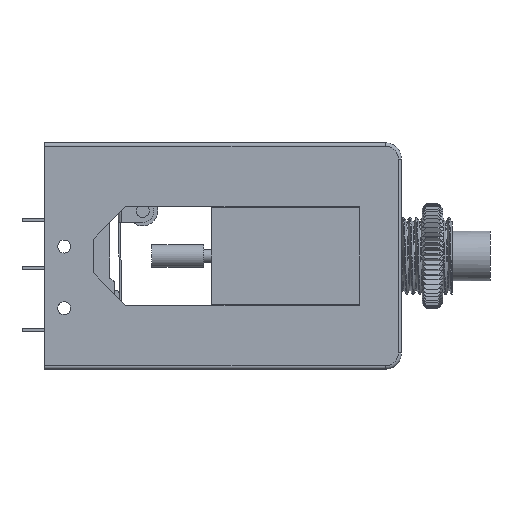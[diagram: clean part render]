
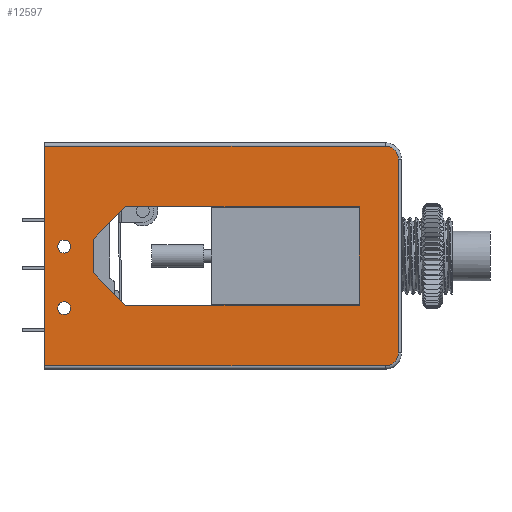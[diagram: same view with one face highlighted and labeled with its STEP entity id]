
A CAD part, left-side view. The second image highlights one B-rep face of the part: STEP entity #12597.
In plain terms, the highlighted planar face has unit normal (-1, 0, 0).
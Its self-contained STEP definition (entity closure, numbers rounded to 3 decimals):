
#477=FACE_BOUND('',#1972,.T.);
#478=FACE_BOUND('',#1973,.T.);
#479=FACE_BOUND('',#1974,.T.);
#716=PLANE('',#13464);
#1173=FACE_OUTER_BOUND('',#1971,.T.);
#1971=EDGE_LOOP('',(#8866,#8867,#8868,#8869,#8870,#8871));
#1972=EDGE_LOOP('',(#8872,#8873,#8874,#8875,#8876,#8877));
#1973=EDGE_LOOP('',(#8878));
#1974=EDGE_LOOP('',(#8879));
#2799=CIRCLE('',#13465,2.);
#2800=CIRCLE('',#13466,2.);
#2801=CIRCLE('',#13467,1.);
#2802=CIRCLE('',#13468,1.);
#3499=LINE('',#18673,#4544);
#3501=LINE('',#18681,#4546);
#3503=LINE('',#18687,#4548);
#3504=LINE('',#18691,#4549);
#3505=LINE('',#18695,#4550);
#3506=LINE('',#18697,#4551);
#3507=LINE('',#18699,#4552);
#3508=LINE('',#18701,#4553);
#3509=LINE('',#18703,#4554);
#3510=LINE('',#18704,#4555);
#4544=VECTOR('',#14504,10.);
#4546=VECTOR('',#14512,10.);
#4548=VECTOR('',#14518,10.);
#4549=VECTOR('',#14521,10.);
#4550=VECTOR('',#14524,10.);
#4551=VECTOR('',#14525,10.);
#4552=VECTOR('',#14526,10.);
#4553=VECTOR('',#14527,10.);
#4554=VECTOR('',#14528,10.);
#4555=VECTOR('',#14529,10.);
#5617=VERTEX_POINT('',#18670);
#5618=VERTEX_POINT('',#18672);
#5621=VERTEX_POINT('',#18680);
#5623=VERTEX_POINT('',#18686);
#5624=VERTEX_POINT('',#18688);
#5625=VERTEX_POINT('',#18690);
#5626=VERTEX_POINT('',#18693);
#5627=VERTEX_POINT('',#18694);
#5628=VERTEX_POINT('',#18696);
#5629=VERTEX_POINT('',#18698);
#5630=VERTEX_POINT('',#18700);
#5631=VERTEX_POINT('',#18702);
#5632=VERTEX_POINT('',#18705);
#5633=VERTEX_POINT('',#18707);
#6851=EDGE_CURVE('',#5618,#5617,#3499,.T.);
#6855=EDGE_CURVE('',#5618,#5621,#3501,.T.);
#6858=EDGE_CURVE('',#5623,#5617,#3503,.T.);
#6859=EDGE_CURVE('',#5624,#5623,#2799,.T.);
#6860=EDGE_CURVE('',#5625,#5624,#3504,.T.);
#6861=EDGE_CURVE('',#5621,#5625,#2800,.T.);
#6862=EDGE_CURVE('',#5626,#5627,#3505,.T.);
#6863=EDGE_CURVE('',#5628,#5627,#3506,.T.);
#6864=EDGE_CURVE('',#5628,#5629,#3507,.T.);
#6865=EDGE_CURVE('',#5629,#5630,#3508,.T.);
#6866=EDGE_CURVE('',#5630,#5631,#3509,.T.);
#6867=EDGE_CURVE('',#5626,#5631,#3510,.T.);
#6868=EDGE_CURVE('',#5632,#5632,#2801,.T.);
#6869=EDGE_CURVE('',#5633,#5633,#2802,.T.);
#8866=ORIENTED_EDGE('',*,*,#6851,.T.);
#8867=ORIENTED_EDGE('',*,*,#6858,.F.);
#8868=ORIENTED_EDGE('',*,*,#6859,.F.);
#8869=ORIENTED_EDGE('',*,*,#6860,.F.);
#8870=ORIENTED_EDGE('',*,*,#6861,.F.);
#8871=ORIENTED_EDGE('',*,*,#6855,.F.);
#8872=ORIENTED_EDGE('',*,*,#6862,.T.);
#8873=ORIENTED_EDGE('',*,*,#6863,.F.);
#8874=ORIENTED_EDGE('',*,*,#6864,.T.);
#8875=ORIENTED_EDGE('',*,*,#6865,.T.);
#8876=ORIENTED_EDGE('',*,*,#6866,.T.);
#8877=ORIENTED_EDGE('',*,*,#6867,.F.);
#8878=ORIENTED_EDGE('',*,*,#6868,.T.);
#8879=ORIENTED_EDGE('',*,*,#6869,.T.);
#12597=ADVANCED_FACE('',(#1173,#477,#478,#479),#716,.T.);
#13464=AXIS2_PLACEMENT_3D('',#18685,#14516,#14517);
#13465=AXIS2_PLACEMENT_3D('',#18689,#14519,#14520);
#13466=AXIS2_PLACEMENT_3D('',#18692,#14522,#14523);
#13467=AXIS2_PLACEMENT_3D('',#18706,#14530,#14531);
#13468=AXIS2_PLACEMENT_3D('',#18708,#14532,#14533);
#14504=DIRECTION('',(0.,0.,-1.));
#14512=DIRECTION('',(0.,-1.,0.));
#14516=DIRECTION('center_axis',(-1.,0.,0.));
#14517=DIRECTION('ref_axis',(0.,0.,1.));
#14518=DIRECTION('',(0.,1.,0.));
#14519=DIRECTION('center_axis',(1.,0.,0.));
#14520=DIRECTION('ref_axis',(0.,-0.707,-0.707));
#14521=DIRECTION('',(0.,0.,-1.));
#14522=DIRECTION('center_axis',(1.,0.,0.));
#14523=DIRECTION('ref_axis',(0.,-0.707,0.707));
#14524=DIRECTION('',(0.,0.,1.));
#14525=DIRECTION('',(0.,0.707,-0.707));
#14526=DIRECTION('',(0.,-1.,0.));
#14527=DIRECTION('',(0.,0.,-1.));
#14528=DIRECTION('',(0.,1.,0.));
#14529=DIRECTION('',(0.,-0.707,-0.707));
#14530=DIRECTION('center_axis',(1.,0.,0.));
#14531=DIRECTION('ref_axis',(0.,1.,0.));
#14532=DIRECTION('center_axis',(1.,0.,0.));
#14533=DIRECTION('ref_axis',(0.,1.,0.));
#18670=CARTESIAN_POINT('',(-8.375,55.,-16.95));
#18672=CARTESIAN_POINT('',(-8.375,55.,16.95));
#18673=CARTESIAN_POINT('',(-8.375,55.,-8.725));
#18680=CARTESIAN_POINT('',(-8.375,2.5,16.95));
#18681=CARTESIAN_POINT('',(-8.375,0.,16.95));
#18685=CARTESIAN_POINT('Origin',(-8.375,0.,-17.45));
#18686=CARTESIAN_POINT('',(-8.375,2.5,-16.95));
#18687=CARTESIAN_POINT('',(-8.375,0.,-16.95));
#18688=CARTESIAN_POINT('',(-8.375,0.5,-14.95));
#18689=CARTESIAN_POINT('Origin',(-8.375,2.5,-14.95));
#18690=CARTESIAN_POINT('',(-8.375,0.5,14.95));
#18691=CARTESIAN_POINT('',(-8.375,0.5,-8.725));
#18692=CARTESIAN_POINT('Origin',(-8.375,2.5,14.95));
#18693=CARTESIAN_POINT('',(-8.375,47.5,-2.613));
#18694=CARTESIAN_POINT('',(-8.375,47.5,2.613));
#18695=CARTESIAN_POINT('',(-8.375,47.5,-16.95));
#18696=CARTESIAN_POINT('',(-8.375,42.5,7.613));
#18697=CARTESIAN_POINT('',(-8.375,39.391,10.722));
#18698=CARTESIAN_POINT('',(-8.375,6.5,7.613));
#18699=CARTESIAN_POINT('',(-8.375,3.25,7.613));
#18700=CARTESIAN_POINT('',(-8.375,6.5,-7.613));
#18701=CARTESIAN_POINT('',(-8.375,6.5,-8.725));
#18702=CARTESIAN_POINT('',(-8.375,42.5,-7.613));
#18703=CARTESIAN_POINT('',(-8.375,35.,-7.613));
#18704=CARTESIAN_POINT('',(-8.375,30.666,-19.447));
#18705=CARTESIAN_POINT('',(-8.375,51.,-8.05));
#18706=CARTESIAN_POINT('Origin',(-8.375,52.,-8.05));
#18707=CARTESIAN_POINT('',(-8.375,51.,1.45));
#18708=CARTESIAN_POINT('Origin',(-8.375,52.,1.45));
